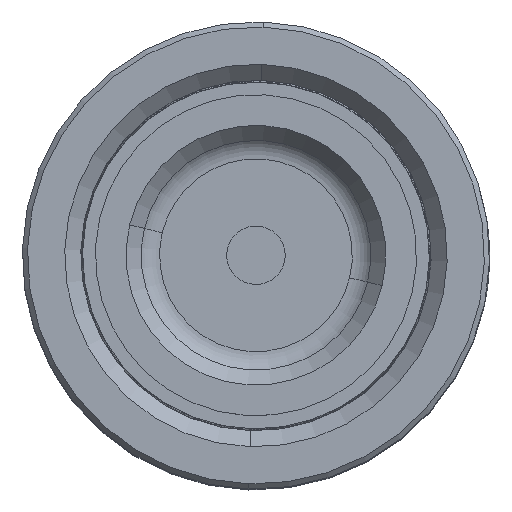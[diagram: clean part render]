
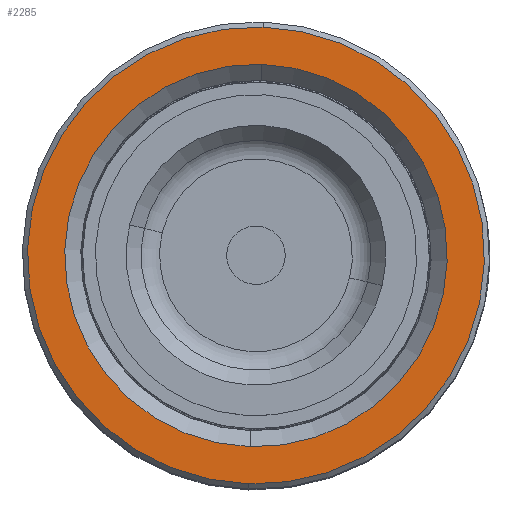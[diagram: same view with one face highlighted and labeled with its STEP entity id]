
A CAD part, top view. The second image highlights one B-rep face of the part: STEP entity #2285.
In plain terms, the highlighted planar face has unit normal (0, 0, 1).
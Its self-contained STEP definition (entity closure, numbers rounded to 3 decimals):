
#82 = CIRCLE ( 'NONE', #11838, 26.2 ) ;
#867 = EDGE_CURVE ( 'NONE', #43440, #1753, #1936, .T. ) ;
#1303 = CARTESIAN_POINT ( 'NONE',  ( 0., 0., 80. ) ) ;
#1753 = VERTEX_POINT ( 'NONE', #7271 ) ;
#1936 = CIRCLE ( 'NONE', #49377, 31.3 ) ;
#2053 = CIRCLE ( 'NONE', #47459, 31.3 ) ;
#2285 = ADVANCED_FACE ( 'NONE', ( #42536, #25880 ), #53381, .T. ) ;
#4827 = DIRECTION ( 'NONE',  ( 0., 0., -1. ) ) ;
#7271 = CARTESIAN_POINT ( 'NONE',  ( -31.3, 0., 80. ) ) ;
#10968 = ORIENTED_EDGE ( 'NONE', *, *, #34260, .T. ) ;
#11287 = DIRECTION ( 'NONE',  ( 0., 0., 1. ) ) ;
#11838 = AXIS2_PLACEMENT_3D ( 'NONE', #46406, #26883, #30223 ) ;
#12208 = CIRCLE ( 'NONE', #27069, 26.2 ) ;
#15140 = AXIS2_PLACEMENT_3D ( 'NONE', #15221, #11287, #50010 ) ;
#15221 = CARTESIAN_POINT ( 'NONE',  ( 0., 0., 80. ) ) ;
#16010 = EDGE_LOOP ( 'NONE', ( #10968, #49667 ) ) ;
#16518 = CARTESIAN_POINT ( 'NONE',  ( 31.3, 0., 80. ) ) ;
#17838 = DIRECTION ( 'NONE',  ( 1., 0., 0. ) ) ;
#20089 = VERTEX_POINT ( 'NONE', #33695 ) ;
#25880 = FACE_BOUND ( 'NONE', #16010, .T. ) ;
#26883 = DIRECTION ( 'NONE',  ( 0., 0., -1. ) ) ;
#27069 = AXIS2_PLACEMENT_3D ( 'NONE', #38679, #4827, #17838 ) ;
#30223 = DIRECTION ( 'NONE',  ( 1., 0., 0. ) ) ;
#30570 = ORIENTED_EDGE ( 'NONE', *, *, #39013, .T. ) ;
#30681 = CARTESIAN_POINT ( 'NONE',  ( -26.2, 0., 80. ) ) ;
#31298 = DIRECTION ( 'NONE',  ( 0., 0., 1. ) ) ;
#31357 = ORIENTED_EDGE ( 'NONE', *, *, #867, .T. ) ;
#33695 = CARTESIAN_POINT ( 'NONE',  ( 26.2, 0., 80. ) ) ;
#34260 = EDGE_CURVE ( 'NONE', #20089, #48826, #12208, .T. ) ;
#36679 = CARTESIAN_POINT ( 'NONE',  ( 0., 0., 80. ) ) ;
#38679 = CARTESIAN_POINT ( 'NONE',  ( 0., 0., 80. ) ) ;
#39013 = EDGE_CURVE ( 'NONE', #1753, #43440, #2053, .T. ) ;
#39641 = DIRECTION ( 'NONE',  ( 1., 0., 0. ) ) ;
#40635 = EDGE_CURVE ( 'NONE', #48826, #20089, #82, .T. ) ;
#42536 = FACE_OUTER_BOUND ( 'NONE', #48305, .T. ) ;
#43440 = VERTEX_POINT ( 'NONE', #16518 ) ;
#44202 = DIRECTION ( 'NONE',  ( 1., 0., 0. ) ) ;
#44550 = DIRECTION ( 'NONE',  ( 0., 0., 1. ) ) ;
#46406 = CARTESIAN_POINT ( 'NONE',  ( 0., 0., 80. ) ) ;
#47459 = AXIS2_PLACEMENT_3D ( 'NONE', #1303, #31298, #39641 ) ;
#48305 = EDGE_LOOP ( 'NONE', ( #30570, #31357 ) ) ;
#48826 = VERTEX_POINT ( 'NONE', #30681 ) ;
#49377 = AXIS2_PLACEMENT_3D ( 'NONE', #36679, #44550, #44202 ) ;
#49667 = ORIENTED_EDGE ( 'NONE', *, *, #40635, .T. ) ;
#50010 = DIRECTION ( 'NONE',  ( 1., 0., 0. ) ) ;
#53381 = PLANE ( 'NONE',  #15140 ) ;
